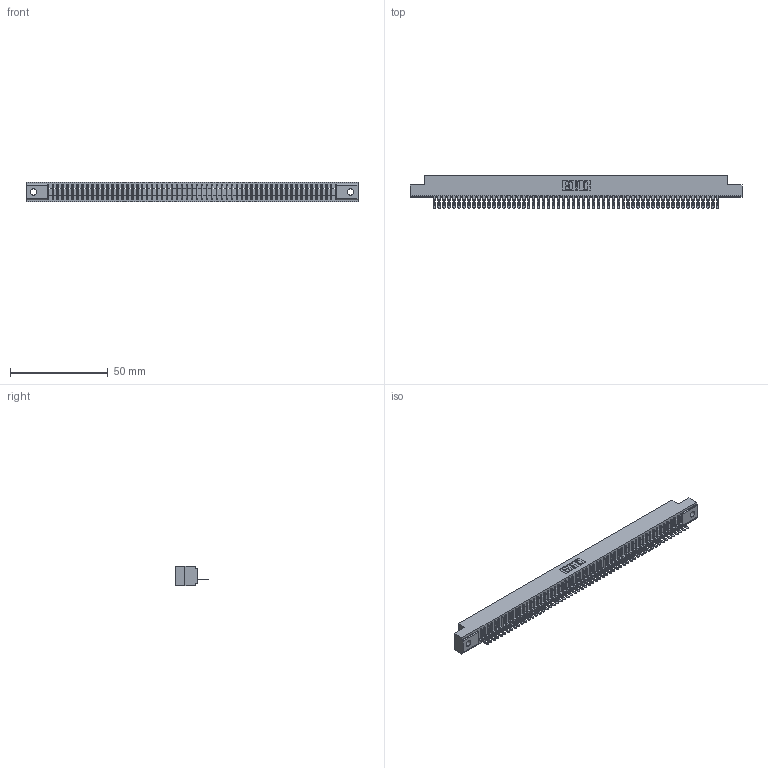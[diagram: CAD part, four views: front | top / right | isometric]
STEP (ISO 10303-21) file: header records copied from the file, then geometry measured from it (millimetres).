
FILE_DESCRIPTION (( 'STEP AP203' ), '1' );
FILE_NAME ('341-058-500-102.STEP', '2018-08-07T15:55:27', ( '' ), ( '' ), 'SwSTEP 2.0', 'SolidWorks 2016', '' );
FILE_SCHEMA (( 'CONFIG_CONTROL_DESIGN' ));
Length unit declared in the file: inch
Products named in the file (3): 341 Part_.128 (3.25) Dia Mounting Holes; 341-292-001_341-292-100; 341-058-500-102
Assembly tree (59 placements, depth 2):
  341-058-500-102
    341 Part_.128 (3.25) Dia Mounting Holes
    341-292-001_341-292-100  x58
Bounding box: 169.54 x 16.69 x 10.16 mm (x, y, z)
Volume: 12153.9 mm3; surface area: 19424.4 mm2
Topology: 59 solids, 59 shells, 4872 faces, 14062 edges, 9022 vertices
Faces by surface type: plane 2910, cylinder 1730, sphere 118, torus 114
Entity records: 66215 total; most frequent: CARTESIAN_POINT 11256, ORIENTED_EDGE 11244, DIRECTION 10856, EDGE_CURVE 5622, VECTOR 4556, LINE 4556, VERTEX_POINT 3550, AXIS2_PLACEMENT_3D 3150
